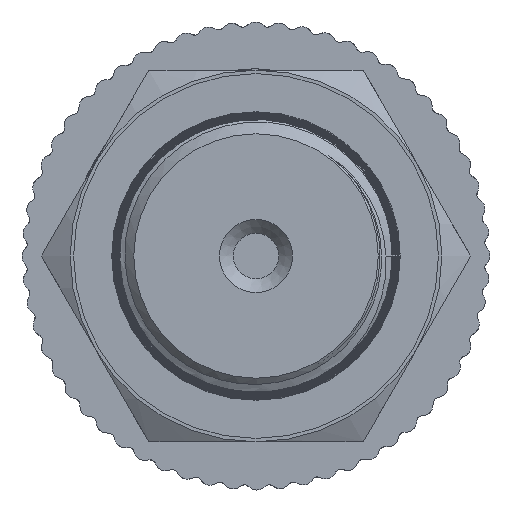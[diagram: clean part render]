
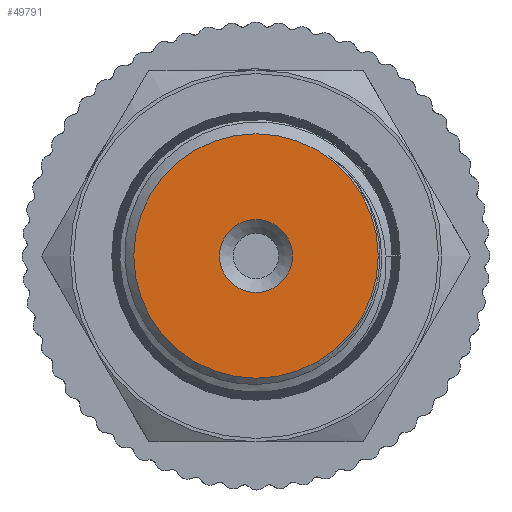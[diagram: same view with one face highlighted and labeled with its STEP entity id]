
A CAD part, left-side view. The second image highlights one B-rep face of the part: STEP entity #49791.
In plain terms, the highlighted planar face has unit normal (-1, 0, 0).
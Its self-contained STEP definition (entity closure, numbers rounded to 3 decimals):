
#140=PLANE('',#52417);
#2002=FACE_BOUND('',#6818,.T.);
#4103=FACE_OUTER_BOUND('',#6817,.T.);
#6817=EDGE_LOOP('',(#35547));
#6818=EDGE_LOOP('',(#35548));
#10746=CIRCLE('',#52221,8.878);
#10833=CIRCLE('',#52416,2.65);
#20560=VERTEX_POINT('',#69444);
#21182=VERTEX_POINT('',#87487);
#25796=EDGE_CURVE('',#20560,#20560,#10746,.T.);
#26735=EDGE_CURVE('',#21182,#21182,#10833,.T.);
#35547=ORIENTED_EDGE('',*,*,#25796,.T.);
#35548=ORIENTED_EDGE('',*,*,#26735,.T.);
#49791=ADVANCED_FACE('',(#4103,#2002),#140,.T.);
#52221=AXIS2_PLACEMENT_3D('',#69446,#56363,#56364);
#52416=AXIS2_PLACEMENT_3D('',#87489,#57122,#57123);
#52417=AXIS2_PLACEMENT_3D('',#87490,#57124,#57125);
#56363=DIRECTION('center_axis',(-1.,0.,0.));
#56364=DIRECTION('ref_axis',(0.,1.,0.));
#57122=DIRECTION('center_axis',(1.,0.,0.));
#57123=DIRECTION('ref_axis',(0.,0.,-1.));
#57124=DIRECTION('center_axis',(-1.,0.,0.));
#57125=DIRECTION('ref_axis',(0.,0.,1.));
#69444=CARTESIAN_POINT('',(-68.,-8.878,0.));
#69446=CARTESIAN_POINT('Origin',(-68.,0.,0.));
#87487=CARTESIAN_POINT('',(-68.,-2.65,0.));
#87489=CARTESIAN_POINT('Origin',(-68.,0.,0.));
#87490=CARTESIAN_POINT('Origin',(-68.,9.853,0.));
